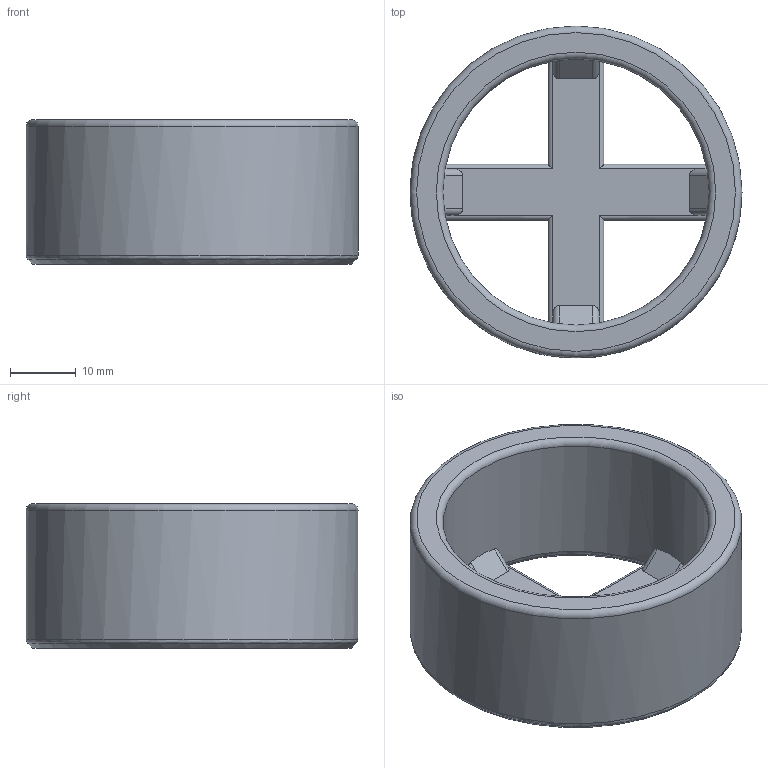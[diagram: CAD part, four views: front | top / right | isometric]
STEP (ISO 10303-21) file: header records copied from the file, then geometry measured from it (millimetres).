
FILE_DESCRIPTION(('Open CASCADE Model'),'2;1');
FILE_NAME('Open CASCADE Shape Model','2025-12-30T16:47:08',('Author'),( 'Open CASCADE'),'Open CASCADE STEP processor 7.7','Open CASCADE 7.7' ,'Unknown');
FILE_SCHEMA(('AUTOMOTIVE_DESIGN { 1 0 10303 214 1 1 1 1 }'));
Length unit declared in the file: millimetre
Products named in the file (1): Open CASCADE STEP translator 7.7 98
Bounding box: 50.5 x 50.5 x 22 mm (x, y, z)
Volume: 16835.6 mm3; surface area: 8738.8 mm2
Topology: 1 solids, 1 shells, 69 faces, 186 edges, 116 vertices
Faces by surface type: plane 31, cylinder 26, bspline 5, cone 5, torus 2
Full cylindrical faces by diameter (mm): 40.5 x1, 50.5 x1
Entity records: 6337 total; most frequent: CARTESIAN_POINT 3064, DIRECTION 468, ORIENTED_EDGE 372, PCURVE 372, DEFINITIONAL_REPRESENTATION 372, B_SPLINE_CURVE_WITH_KNOTS 245, LINE 242, VECTOR 242
